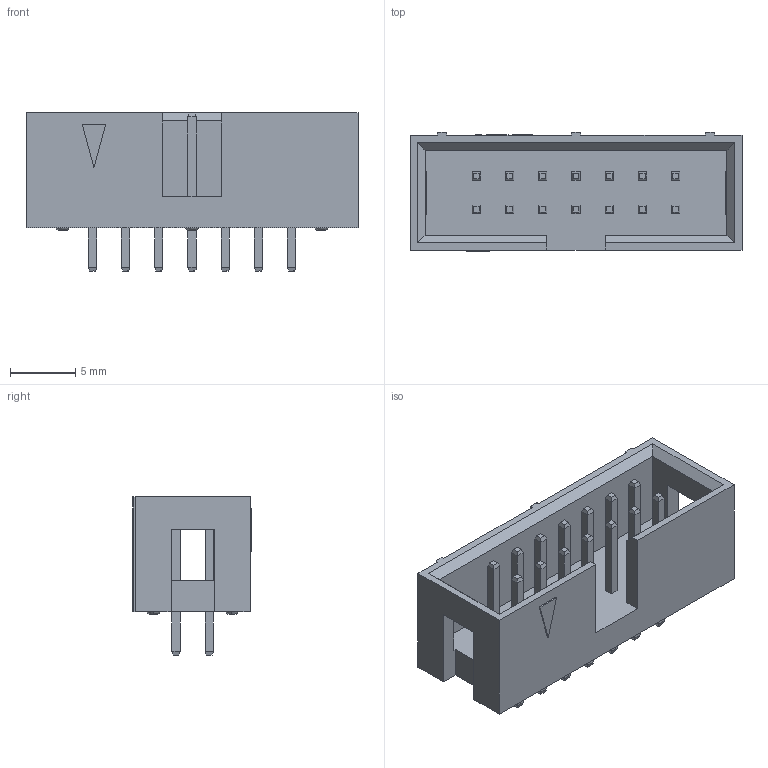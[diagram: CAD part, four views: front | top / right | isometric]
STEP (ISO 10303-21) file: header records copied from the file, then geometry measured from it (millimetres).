
FILE_DESCRIPTION( ( '' ), ' ' );
FILE_NAME( '5a26c41b43a84d0f1661f6f9.step', '2017-12-05T16:06:51', ( '' ), ( '' ), ' ', ' ', ' ' );
FILE_SCHEMA( ( 'AUTOMOTIVE_DESIGN { 1 0 10303 214 1 1 1 1 }' ) );
Length unit declared in the file: metre
Products named in the file (1): Open CASCADE STEP translator 6.8 1
Bounding box: 25.4 x 9.1 x 12.1 mm (x, y, z)
Volume: 972.3 mm3; surface area: 1695.1 mm2
Topology: 1 solids, 1 shells, 369 faces, 891 edges, 560 vertices
Faces by surface type: plane 351, bspline 12, cylinder 6
Entity records: 18072 total; most frequent: CARTESIAN_POINT 2073, ORIENTED_EDGE 1782, DIRECTION 1655, STYLED_ITEM 1260, PRESENTATION_STYLE_ASSIGNMENT 1260, COLOUR_RGB 1260, EDGE_CURVE 891, CURVE_STYLE 891
